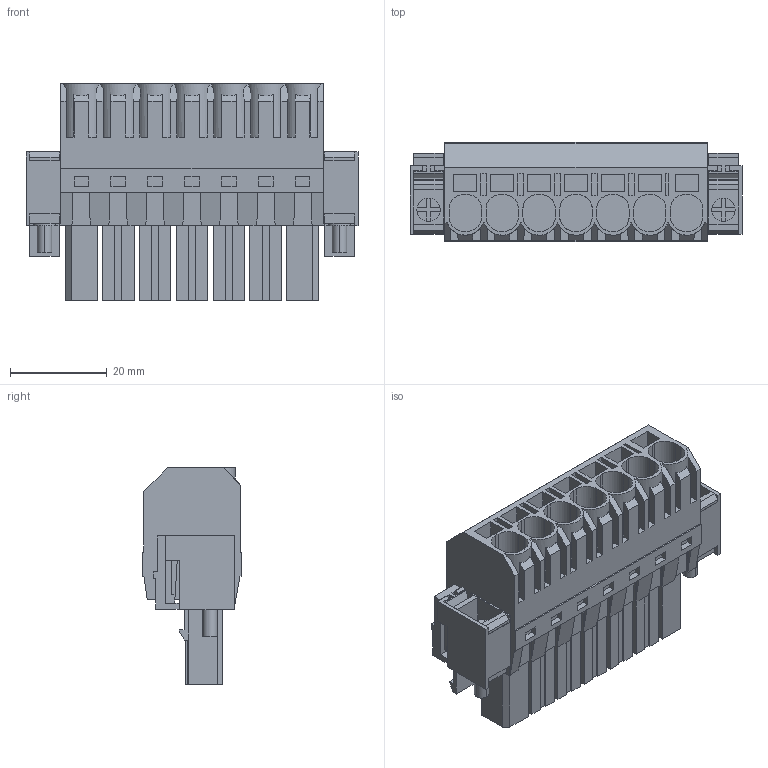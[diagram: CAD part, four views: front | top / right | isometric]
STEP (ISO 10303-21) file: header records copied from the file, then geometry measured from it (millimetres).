
FILE_DESCRIPTION(('CATIA V5 STEP Exchange','CAx-IF Rec.Pracs.--- Model Styling and Organization---1.4--- 2014-01-23'),'2;1');
FILE_NAME ('D1449712_1_1190590000_1190590000.stp','2023-09-07T12:50:51+00:00',('none'),('Weidmueller'),'CATIA Version 5-6 Release 2016 SP3 HF44','CATIA V5 STEP AP214','none');
FILE_SCHEMA(('AUTOMOTIVE_DESIGN { 1 0 10303 214 1 1 1 1 }'));
Length unit declared in the file: millimetre
Products named in the file (1): 1190590000
Bounding box: 68.58 x 20.6 x 44.7 mm (x, y, z)
Volume: 32303.1 mm3; surface area: 17824.4 mm2
Topology: 5 solids, 5 shells, 823 faces, 2366 edges, 1601 vertices
Faces by surface type: plane 772, cylinder 51
Entity records: 25490 total; most frequent: CARTESIAN_POINT 4969, ORIENTED_EDGE 4732, DIRECTION 3353, EDGE_CURVE 2366, VECTOR 2220, LINE 2220, VERTEX_POINT 1601, EDGE_LOOP 879
